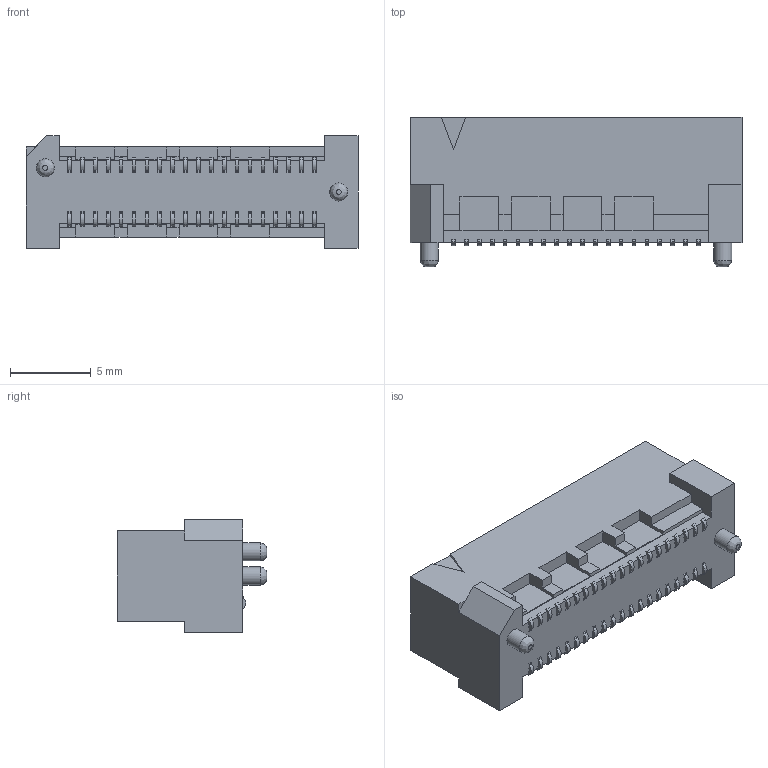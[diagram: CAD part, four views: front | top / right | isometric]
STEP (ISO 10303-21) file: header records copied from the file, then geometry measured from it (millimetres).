
FILE_DESCRIPTION( ( 'STEP AP203' ), ' ' );
FILE_NAME( 'HSEC8-120-01-S-DV-A.stp', '2017-03-10T07:16:56', ( '' ), ( '' ), ' ', 'PARTsolutions', ' ' );
FILE_SCHEMA( ( 'CONFIG_CONTROL_DESIGN' ) );
Length unit declared in the file: millimetre
Products named in the file (3): HSEC8-120-01-S-DV-A; _HSEC8-120-01-S-DV-Ater; _C-188-02-Pin-20-01
Assembly tree (2 placements, depth 2):
  HSEC8-120-01-S-DV-A
    _HSEC8-120-01-S-DV-Ater
    _C-188-02-Pin-20-01
Bounding box: 20.6 x 9.3 x 7 mm (x, y, z)
Volume: 569.5 mm3; surface area: 1685.4 mm2
Topology: 2 solids, 2 shells, 1660 faces, 4954 edges, 3301 vertices
Faces by surface type: plane 1176, cylinder 482, bspline 2
Full cylindrical faces by diameter (mm): 1.12 x2
Entity records: 55740 total; most frequent: CARTESIAN_POINT 9964, ORIENTED_EDGE 9896, DIRECTION 9316, EDGE_CURVE 4948, LINE 3902, VECTOR 3902, VERTEX_POINT 3299, AXIS2_PLACEMENT_3D 2707
